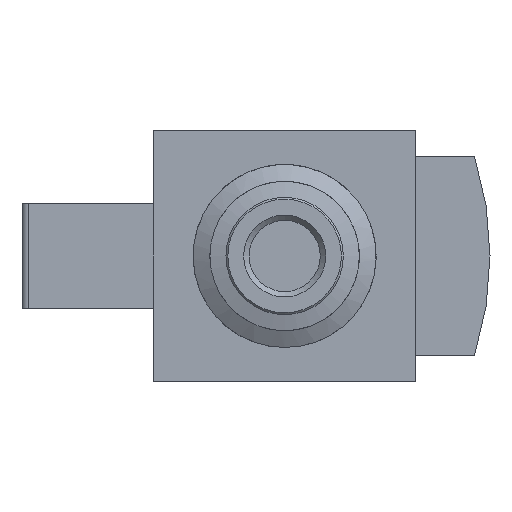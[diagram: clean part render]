
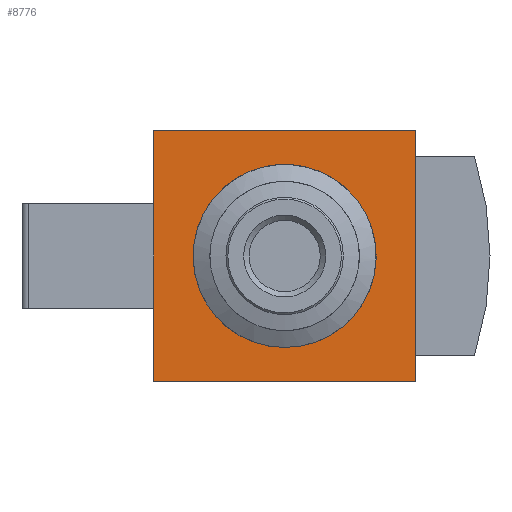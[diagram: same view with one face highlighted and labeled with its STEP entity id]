
A CAD part, front view. The second image highlights one B-rep face of the part: STEP entity #8776.
In plain terms, the highlighted planar face has unit normal (0, -1, 0).
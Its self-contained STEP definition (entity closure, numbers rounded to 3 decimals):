
#148=PLANE('',#9250);
#378=LINE('',#11500,#1068);
#485=LINE('',#11724,#1175);
#500=LINE('',#11762,#1190);
#594=LINE('',#12246,#1284);
#1068=VECTOR('',#9654,1000.);
#1175=VECTOR('',#9827,1000.);
#1190=VECTOR('',#9856,1000.);
#1284=VECTOR('',#10118,1000.);
#2440=ORIENTED_EDGE('',*,*,#4098,.F.);
#2441=ORIENTED_EDGE('',*,*,#3625,.F.);
#2442=ORIENTED_EDGE('',*,*,#3740,.F.);
#2443=ORIENTED_EDGE('',*,*,#3938,.F.);
#2444=ORIENTED_EDGE('',*,*,#3760,.F.);
#3625=EDGE_CURVE('',#4530,#4531,#378,.T.);
#3740=EDGE_CURVE('',#4614,#4530,#485,.T.);
#3760=EDGE_CURVE('',#4531,#4631,#500,.T.);
#3938=EDGE_CURVE('',#4631,#4614,#594,.T.);
#4098=EDGE_CURVE('',#4907,#4907,#5182,.F.);
#4530=VERTEX_POINT('',#11499);
#4531=VERTEX_POINT('',#11501);
#4614=VERTEX_POINT('',#11723);
#4631=VERTEX_POINT('',#11763);
#4907=VERTEX_POINT('',#12566);
#5182=CIRCLE('',#9251,14.7);
#5374=EDGE_LOOP('',(#2440));
#5375=EDGE_LOOP('',(#2441,#2442,#2443,#2444));
#5791=FACE_BOUND('',#5374,.T.);
#5792=FACE_BOUND('',#5375,.T.);
#8776=ADVANCED_FACE('',(#5791,#5792),#148,.F.);
#9250=AXIS2_PLACEMENT_3D('',#12564,#10382,#10383);
#9251=AXIS2_PLACEMENT_3D('',#12565,#10384,#10385);
#9654=DIRECTION('',(0.,0.,1.));
#9827=DIRECTION('',(-1.,0.,0.));
#9856=DIRECTION('',(1.,0.,0.));
#10118=DIRECTION('',(0.,0.,-1.));
#10382=DIRECTION('',(0.,1.,0.));
#10383=DIRECTION('',(0.,0.,1.));
#10384=DIRECTION('',(0.,1.,0.));
#10385=DIRECTION('',(0.,0.,1.));
#11499=CARTESIAN_POINT('',(-21.,-31.5,-20.1));
#11500=CARTESIAN_POINT('',(-21.,-31.5,-20.1));
#11501=CARTESIAN_POINT('',(-21.,-31.5,20.1));
#11723=CARTESIAN_POINT('',(21.,-31.5,-20.1));
#11724=CARTESIAN_POINT('',(21.,-31.5,-20.1));
#11762=CARTESIAN_POINT('',(-21.,-31.5,20.1));
#11763=CARTESIAN_POINT('',(21.,-31.5,20.1));
#12246=CARTESIAN_POINT('',(21.,-31.5,20.1));
#12564=CARTESIAN_POINT('',(0.,-31.5,0.));
#12565=CARTESIAN_POINT('',(0.,-31.5,0.));
#12566=CARTESIAN_POINT('',(0.,-31.5,14.7));
